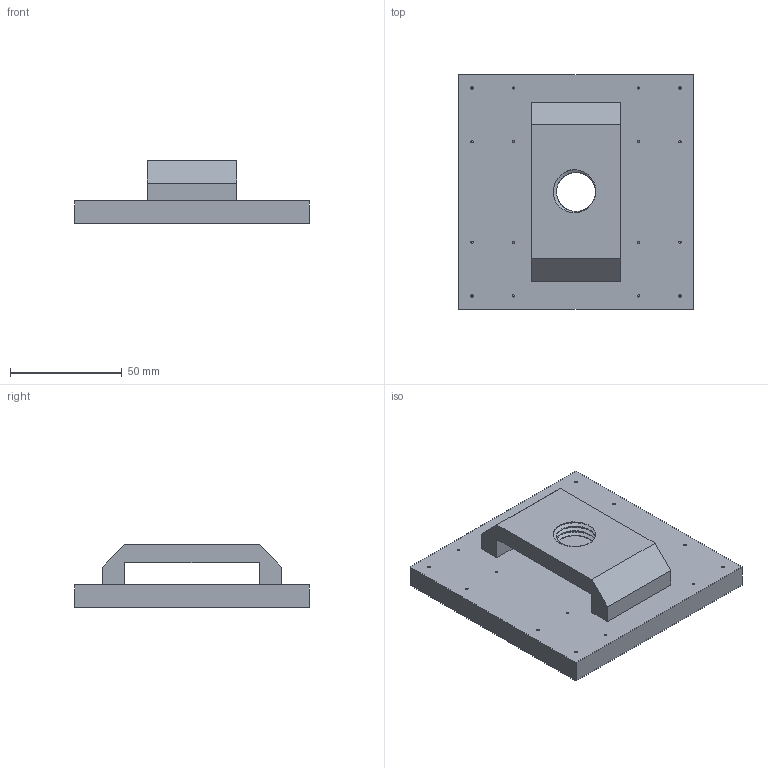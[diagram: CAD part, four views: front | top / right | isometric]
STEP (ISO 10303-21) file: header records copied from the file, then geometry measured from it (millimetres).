
FILE_DESCRIPTION(/* description */ (''),/* implementation_level */ '2;1');
FILE_NAME(/* name */ 'spielteil halterv2 v2.step',/* time_stamp */ '2020-04-11T11:23:17+02:00',/* author */ (''),/* organization */ (''),/* preprocessor_version */ 'ST-DEVELOPER v18',/* originating_system */ 'Autodesk Translation Framework v8.12.0.6',/* authorisation */ '');
FILE_SCHEMA (('AUTOMOTIVE_DESIGN { 1 0 10303 214 3 1 1 }'));
Length unit declared in the file: millimetre
Products named in the file (1): spielteil halterv2
Bounding box: 105 x 105 x 28 mm (x, y, z)
Volume: 134637.5 mm3; surface area: 35171.7 mm2
Topology: 1 solids, 1 shells, 70 faces, 155 edges, 103 vertices
Faces by surface type: cylinder 34, plane 32, bspline 4
Full cylindrical faces by diameter (mm): 1 x16, 17.519 x7, 20.293 x5
Entity records: 4509 total; most frequent: CARTESIAN_POINT 2960, ORIENTED_EDGE 310, DIRECTION 286, EDGE_CURVE 155, AXIS2_PLACEMENT_3D 107, VERTEX_POINT 103, EDGE_LOOP 92, LINE 72
